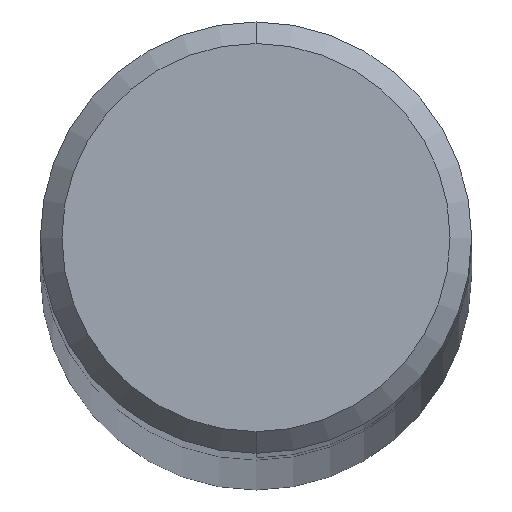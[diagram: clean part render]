
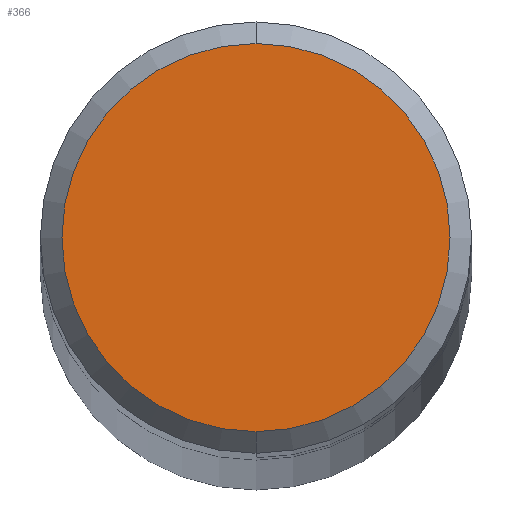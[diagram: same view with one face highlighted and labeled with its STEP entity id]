
A CAD part, top view. The second image highlights one B-rep face of the part: STEP entity #366.
In plain terms, the highlighted planar face has unit normal (0, 0, 1).
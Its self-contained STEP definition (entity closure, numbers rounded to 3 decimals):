
#192=VERTEX_POINT('',#481);
#258=EDGE_CURVE('',#290,#192,#553,.T.);
#290=VERTEX_POINT('',#589);
#314=EDGE_CURVE('',#192,#290,#614,.T.);
#366=ADVANCED_FACE('',(#672),#673,.T.);
#481=CARTESIAN_POINT('',(0.,-4.5,0.0));
#553=CIRCLE('',#962,4.5);
#589=CARTESIAN_POINT('',(0.0,4.5,0.0));
#614=CIRCLE('',#1110,4.5);
#672=FACE_OUTER_BOUND('',#1191,.T.);
#673=PLANE('',#1192);
#962=AXIS2_PLACEMENT_3D('',#1503,#1504,#1505);
#1110=AXIS2_PLACEMENT_3D('',#1566,#1567,#1568);
#1191=EDGE_LOOP('',(#1633,#1634));
#1192=AXIS2_PLACEMENT_3D('',#1635,#1636,#1637);
#1503=CARTESIAN_POINT('',(0.0,0.0,0.0));
#1504=DIRECTION('',(0.0,0.0,-1.0));
#1505=DIRECTION('',(0.0,1.0,0.0));
#1566=CARTESIAN_POINT('',(0.0,0.0,0.0));
#1567=DIRECTION('',(0.0,0.0,-1.0));
#1568=DIRECTION('',(0.0,1.0,0.0));
#1633=ORIENTED_EDGE('',*,*,#258,.F.);
#1634=ORIENTED_EDGE('',*,*,#314,.F.);
#1635=CARTESIAN_POINT('',(0.0,2.25,0.0));
#1636=DIRECTION('',(-0.0,0.0,1.0));
#1637=DIRECTION('',(0.0,-1.0,0.0));
